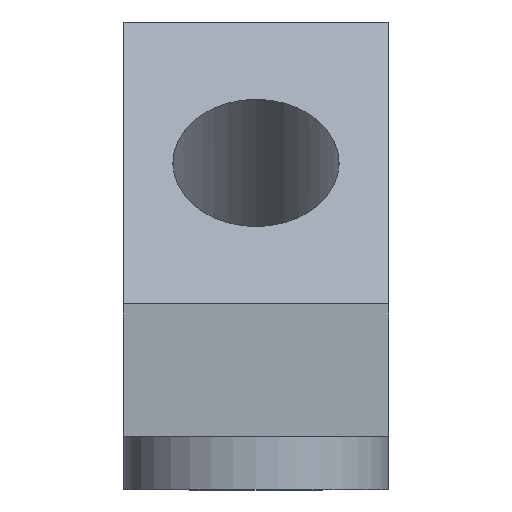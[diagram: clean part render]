
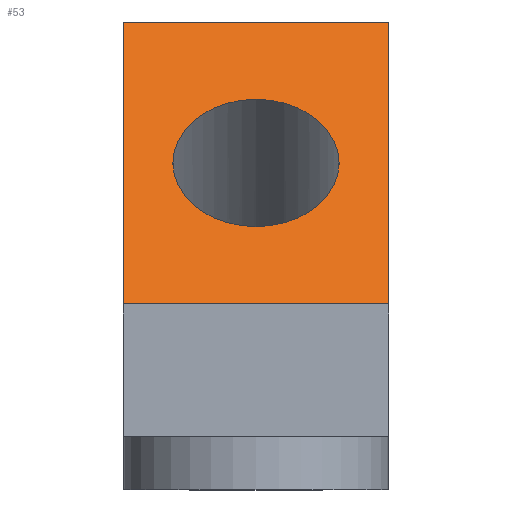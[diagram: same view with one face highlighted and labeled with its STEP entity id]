
A CAD part, left-side view. The second image highlights one B-rep face of the part: STEP entity #53.
In plain terms, the highlighted planar face has unit normal (-0.766, 0, 0.643).
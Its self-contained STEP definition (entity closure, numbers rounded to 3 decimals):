
#36=FACE_BOUND('',#81,.T.);
#37=FACE_BOUND('',#82,.T.);
#53=ADVANCED_FACE('',(#36,#37),#62,.T.);
#62=PLANE('',#242);
#81=EDGE_LOOP('',(#135));
#82=EDGE_LOOP('',(#136,#137,#138,#139));
#89=CIRCLE('',#241,12.5);
#135=ORIENTED_EDGE('',*,*,#185,.T.);
#136=ORIENTED_EDGE('',*,*,#176,.F.);
#137=ORIENTED_EDGE('',*,*,#184,.F.);
#138=ORIENTED_EDGE('',*,*,#165,.T.);
#139=ORIENTED_EDGE('',*,*,#183,.T.);
#146=VERTEX_POINT('',#311);
#147=VERTEX_POINT('',#313);
#155=VERTEX_POINT('',#333);
#156=VERTEX_POINT('',#335);
#159=VERTEX_POINT('',#353);
#165=EDGE_CURVE('',#147,#146,#190,.T.);
#176=EDGE_CURVE('',#155,#156,#199,.T.);
#183=EDGE_CURVE('',#146,#156,#204,.T.);
#184=EDGE_CURVE('',#147,#155,#205,.T.);
#185=EDGE_CURVE('',#159,#159,#89,.T.);
#190=LINE('',#312,#210);
#199=LINE('',#334,#219);
#204=LINE('',#348,#224);
#205=LINE('',#350,#225);
#210=VECTOR('',#254,1.);
#219=VECTOR('',#271,1.);
#224=VECTOR('',#288,1.);
#225=VECTOR('',#291,1.);
#241=AXIS2_PLACEMENT_3D('',#352,#294,#295);
#242=AXIS2_PLACEMENT_3D('',#354,#296,#297);
#254=DIRECTION('',(-0.643,0.,-0.766));
#271=DIRECTION('',(-0.643,0.,-0.766));
#288=DIRECTION('',(0.,-1.,0.));
#291=DIRECTION('',(0.,-1.,0.));
#294=DIRECTION('',(0.766,0.,-0.643));
#295=DIRECTION('',(-0.643,0.,-0.766));
#296=DIRECTION('',(-0.766,0.,0.643));
#297=DIRECTION('',(0.643,0.,0.766));
#311=CARTESIAN_POINT('',(20.,40.,20.));
#312=CARTESIAN_POINT('',(55.601,40.,62.428));
#313=CARTESIAN_POINT('',(55.601,40.,62.428));
#333=CARTESIAN_POINT('',(55.601,0.,62.428));
#334=CARTESIAN_POINT('',(55.601,0.,62.428));
#335=CARTESIAN_POINT('',(20.,0.,20.));
#348=CARTESIAN_POINT('',(20.,40.,20.));
#350=CARTESIAN_POINT('',(55.601,40.,62.428));
#352=CARTESIAN_POINT('',(37.801,20.,41.214));
#353=CARTESIAN_POINT('',(29.766,20.,31.638));
#354=CARTESIAN_POINT('',(55.601,40.,62.428));
